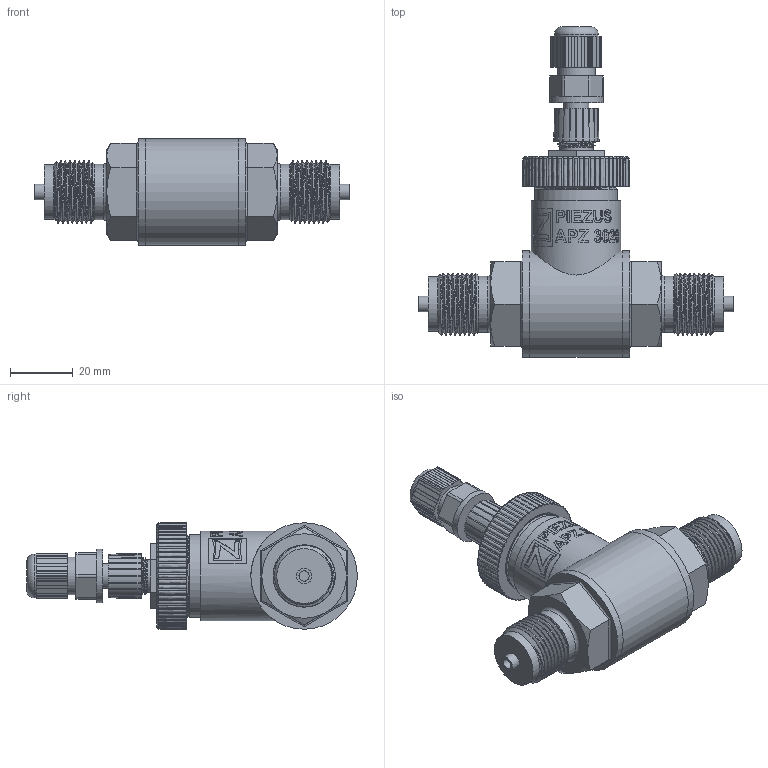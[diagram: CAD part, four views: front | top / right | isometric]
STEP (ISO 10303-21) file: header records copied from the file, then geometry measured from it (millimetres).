
FILE_DESCRIPTION(/* description */ (''),/* implementation_level */ '2;1');
FILE_NAME(/* name */ 'APZ3020_M20x1,5EN-axial_M12x1-straight.step',/* time_stamp */ '2021-07-28T15:14:14+03:00',/* author */ (''),/* organization */ (''),/* preprocessor_version */ 'ST-DEVELOPER v18.1',/* originating_system */ 'Autodesk Translation Framework v10.9.0.1377',/* authorisation */ '');
FILE_SCHEMA (('AUTOMOTIVE_DESIGN { 1 0 10303 214 3 1 1 }'));
Length unit declared in the file: millimetre
Products named in the file (8): АПЗ 3020 - filled; M20x1,5 EN; shell; shell2; nut M27x1.5 v8; nut2; M12x1 male v16; M12x1 female straight v9
Assembly tree (7 placements, depth 2):
  АПЗ 3020 - filled
    M20x1,5 EN
    shell
    shell2
    nut M27x1.5 v8
    nut2
    M12x1 male v16
    M12x1 female straight v9
Bounding box: 100.4 x 105.63 x 34 mm (x, y, z)
Volume: 83433.7 mm3; surface area: 33911.3 mm2
Topology: 17 solids, 17 shells, 1010 faces, 2774 edges, 1847 vertices
Faces by surface type: bspline 471, plane 276, cylinder 197, cone 58, torus 8
Full cylindrical faces by diameter (mm): 1 x12, 1.5 x4, 3.3 x2, 5 x2, 7.3 x1, 8 x3, 8.2 x1, 10.293 x1, 10.6 x2, 10.741 x6, 11.884 x5, 12 x1, 14 x2, 14.137 x4, 14.526 x3, 15.85 x3, 16.203 x3, 17 x1, 17.5 x2, 17.8 x2, 18.137 x14, 19.85 x12, 21.4 x2, 22.3 x1, 23.6 x1, 24 x3, 24.5 x2, 24.6 x4, 25.132 x4, 25.526 x4
Entity records: 58827 total; most frequent: CARTESIAN_POINT 36723, ORIENTED_EDGE 5548, DIRECTION 2863, EDGE_CURVE 2774, VERTEX_POINT 1847, B_SPLINE_CURVE_WITH_KNOTS 1289, EDGE_LOOP 1079, LINE 1047
